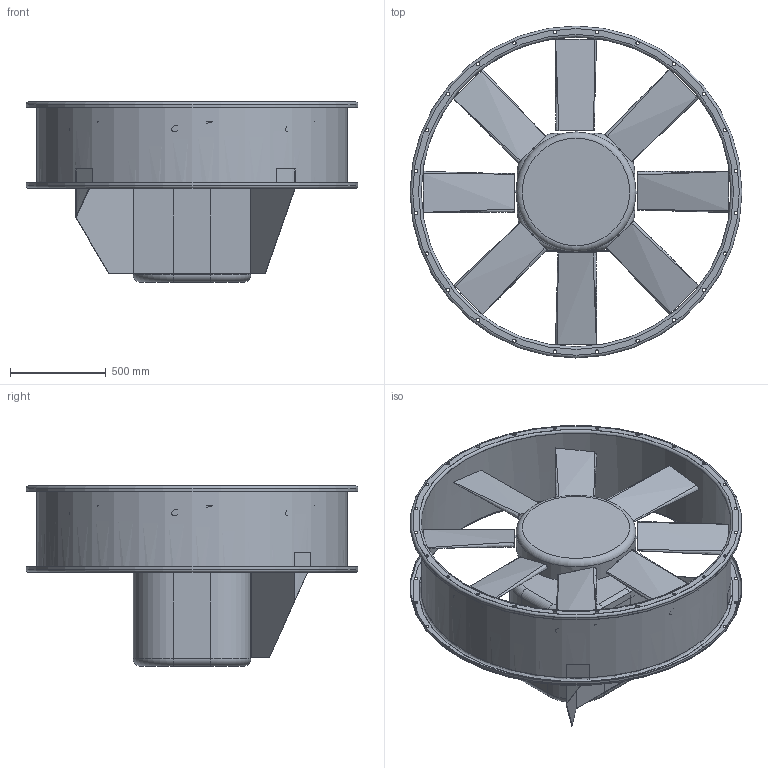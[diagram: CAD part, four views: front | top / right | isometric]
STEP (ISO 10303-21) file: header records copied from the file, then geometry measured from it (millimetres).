
FILE_DESCRIPTION (( 'STEP AP203' ), '1' );
FILE_NAME ('CC_1600.STEP', '2022-12-20T16:09:18', ( '' ), ( '' ), 'SwSTEP 2.0', 'SolidWorks 2022', '' );
FILE_SCHEMA (( 'CONFIG_CONTROL_DESIGN' ));
Length unit declared in the file: millimetre
Products named in the file (1): CC_1600
Bounding box: 1730 x 1730 x 940 mm (x, y, z)
Volume: 259760742.1 mm3; surface area: 11685404.1 mm2
Topology: 1 solids, 1 shells, 173 faces, 465 edges, 313 vertices
Faces by surface type: cylinder 78, plane 46, bspline 32, torus 17
Full cylindrical faces by diameter (mm): 15.908 x8, 18 x48, 161.5 x1, 623.584 x1, 1615 x1, 1617.4 x1, 1727.6 x2, 1730 x2
Entity records: 6718 total; most frequent: CARTESIAN_POINT 2481, DIRECTION 846, ORIENTED_EDGE 726, EDGE_LOOP 366, EDGE_CURVE 363, AXIS2_PLACEMENT_3D 350, VERTEX_POINT 285, FACE_OUTER_BOUND 246
